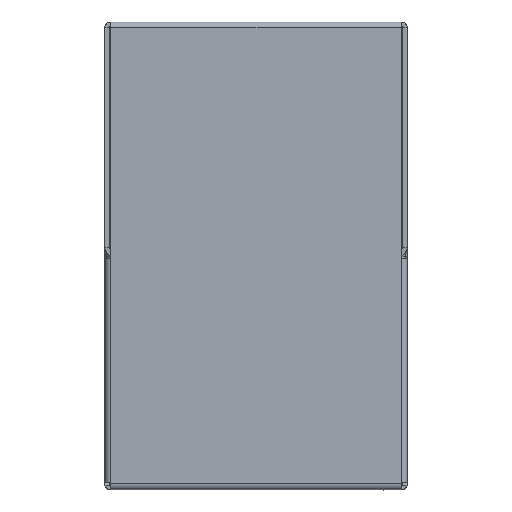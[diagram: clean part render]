
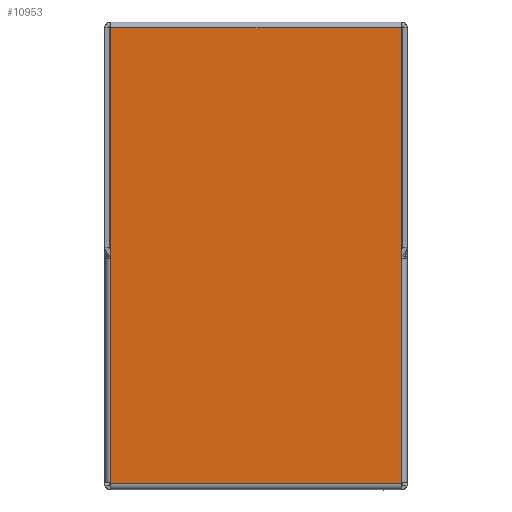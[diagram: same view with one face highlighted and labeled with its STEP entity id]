
A CAD part, top view. The second image highlights one B-rep face of the part: STEP entity #10953.
In plain terms, the highlighted planar face has unit normal (0, 0, 1).
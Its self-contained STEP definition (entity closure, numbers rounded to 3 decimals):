
#20 = CARTESIAN_POINT ( 'NONE',  ( 4.232, -8.791, 14.498 ) ) ;
#185 = CARTESIAN_POINT ( 'NONE',  ( 4.232, 7.197, 14.498 ) ) ;
#392 = EDGE_CURVE ( 'NONE', #16097, #13401, #1471, .T. ) ;
#633 = ORIENTED_EDGE ( 'NONE', *, *, #17330, .F. ) ;
#667 = EDGE_CURVE ( 'NONE', #16097, #19412, #21026, .T. ) ;
#1025 = CARTESIAN_POINT ( 'NONE',  ( -22.72, -8.861, 14.498 ) ) ;
#1125 = DIRECTION ( 'NONE',  ( 0., 1., 0. ) ) ;
#1269 = CARTESIAN_POINT ( 'NONE',  ( 4.212, 2.989, 14.498 ) ) ;
#1471 = LINE ( 'NONE', #13907, #16338 ) ;
#1490 = ORIENTED_EDGE ( 'NONE', *, *, #19212, .F. ) ;
#1689 = EDGE_LOOP ( 'NONE', ( #633, #3144, #16238, #2634, #7991, #9448, #1490, #17603, #17194, #10153 ) ) ;
#2366 = CARTESIAN_POINT ( 'NONE',  ( -11.048, 2.989, 14.498 ) ) ;
#2439 = DIRECTION ( 'NONE',  ( 0., 1., 0. ) ) ;
#2634 = ORIENTED_EDGE ( 'NONE', *, *, #20010, .F. ) ;
#2650 = CARTESIAN_POINT ( 'NONE',  ( -11.048, -8.861, 14.498 ) ) ;
#2836 = LINE ( 'NONE', #2650, #13801 ) ;
#3144 = ORIENTED_EDGE ( 'NONE', *, *, #19882, .T. ) ;
#3699 = EDGE_CURVE ( 'NONE', #6305, #14761, #14439, .T. ) ;
#4456 = VECTOR ( 'NONE', #7682, 1000. ) ;
#4614 = VERTEX_POINT ( 'NONE', #9952 ) ;
#5726 = DIRECTION ( 'NONE',  ( 0., -1., 0. ) ) ;
#6305 = VERTEX_POINT ( 'NONE', #2366 ) ;
#6608 = DIRECTION ( 'NONE',  ( 0., 1., 0. ) ) ;
#6684 = CARTESIAN_POINT ( 'NONE',  ( 4.212, 2.989, 14.498 ) ) ;
#6894 = DIRECTION ( 'NONE',  ( 1., 0., 0. ) ) ;
#7186 = LINE ( 'NONE', #6684, #8707 ) ;
#7337 = LINE ( 'NONE', #10412, #19764 ) ;
#7355 = VECTOR ( 'NONE', #19298, 1000. ) ;
#7682 = DIRECTION ( 'NONE',  ( 1., 0., 0. ) ) ;
#7716 = DIRECTION ( 'NONE',  ( 0., 1., 0. ) ) ;
#7991 = ORIENTED_EDGE ( 'NONE', *, *, #3699, .F. ) ;
#7998 = CARTESIAN_POINT ( 'NONE',  ( -11.048, 2.989, 14.498 ) ) ;
#8252 = CARTESIAN_POINT ( 'NONE',  ( -11.048, -8.791, 14.498 ) ) ;
#8469 = LINE ( 'NONE', #1025, #4456 ) ;
#8707 = VECTOR ( 'NONE', #6894, 1000. ) ;
#8789 = CARTESIAN_POINT ( 'NONE',  ( -11.028, 2.989, 14.498 ) ) ;
#8873 = DIRECTION ( 'NONE',  ( 0., 1., 0. ) ) ;
#8984 = EDGE_CURVE ( 'NONE', #17045, #20969, #14088, .T. ) ;
#9438 = PLANE ( 'NONE',  #20270 ) ;
#9448 = ORIENTED_EDGE ( 'NONE', *, *, #12385, .T. ) ;
#9676 = VECTOR ( 'NONE', #6608, 1000. ) ;
#9846 = CARTESIAN_POINT ( 'NONE',  ( 4.212, -6.011, 14.498 ) ) ;
#9952 = CARTESIAN_POINT ( 'NONE',  ( -11.048, -8.861, 14.498 ) ) ;
#10153 = ORIENTED_EDGE ( 'NONE', *, *, #667, .T. ) ;
#10412 = CARTESIAN_POINT ( 'NONE',  ( -11.028, -6.011, 14.498 ) ) ;
#10953 = ADVANCED_FACE ( 'NONE', ( #11592 ), #9438, .T. ) ;
#11049 = DIRECTION ( 'NONE',  ( 0., -1., 0. ) ) ;
#11592 = FACE_OUTER_BOUND ( 'NONE', #1689, .T. ) ;
#11640 = EDGE_CURVE ( 'NONE', #4614, #13401, #8469, .T. ) ;
#11827 = VECTOR ( 'NONE', #17845, 1000. ) ;
#11921 = VERTEX_POINT ( 'NONE', #1269 ) ;
#11974 = VERTEX_POINT ( 'NONE', #8252 ) ;
#12385 = EDGE_CURVE ( 'NONE', #6305, #11974, #16123, .T. ) ;
#12906 = CARTESIAN_POINT ( 'NONE',  ( 4.232, 2.989, 14.498 ) ) ;
#13401 = VERTEX_POINT ( 'NONE', #16280 ) ;
#13801 = VECTOR ( 'NONE', #2439, 1000. ) ;
#13907 = CARTESIAN_POINT ( 'NONE',  ( 4.232, -8.861, 14.498 ) ) ;
#14088 = LINE ( 'NONE', #16128, #7355 ) ;
#14439 = LINE ( 'NONE', #7998, #11827 ) ;
#14761 = VERTEX_POINT ( 'NONE', #8789 ) ;
#15270 = CARTESIAN_POINT ( 'NONE',  ( 4.212, 15.089, 14.498 ) ) ;
#15597 = CARTESIAN_POINT ( 'NONE',  ( -11.048, -5.711, 14.498 ) ) ;
#16097 = VERTEX_POINT ( 'NONE', #20 ) ;
#16123 = LINE ( 'NONE', #15597, #18465 ) ;
#16128 = CARTESIAN_POINT ( 'NONE',  ( 4.212, 15.089, 14.498 ) ) ;
#16238 = ORIENTED_EDGE ( 'NONE', *, *, #8984, .F. ) ;
#16280 = CARTESIAN_POINT ( 'NONE',  ( 4.232, -8.861, 14.498 ) ) ;
#16338 = VECTOR ( 'NONE', #5726, 1000. ) ;
#17045 = VERTEX_POINT ( 'NONE', #17944 ) ;
#17194 = ORIENTED_EDGE ( 'NONE', *, *, #392, .F. ) ;
#17330 = EDGE_CURVE ( 'NONE', #11921, #19412, #7186, .T. ) ;
#17603 = ORIENTED_EDGE ( 'NONE', *, *, #11640, .T. ) ;
#17845 = DIRECTION ( 'NONE',  ( 1., 0., 0. ) ) ;
#17944 = CARTESIAN_POINT ( 'NONE',  ( -11.028, 15.089, 14.498 ) ) ;
#18465 = VECTOR ( 'NONE', #11049, 1000. ) ;
#18942 = VECTOR ( 'NONE', #8873, 1000. ) ;
#19212 = EDGE_CURVE ( 'NONE', #4614, #11974, #2836, .T. ) ;
#19298 = DIRECTION ( 'NONE',  ( 1., 0., 0. ) ) ;
#19412 = VERTEX_POINT ( 'NONE', #12906 ) ;
#19427 = CARTESIAN_POINT ( 'NONE',  ( 4.212, -6.011, 14.498 ) ) ;
#19764 = VECTOR ( 'NONE', #7716, 1000. ) ;
#19882 = EDGE_CURVE ( 'NONE', #11921, #20969, #19900, .T. ) ;
#19900 = LINE ( 'NONE', #9846, #9676 ) ;
#20010 = EDGE_CURVE ( 'NONE', #14761, #17045, #7337, .T. ) ;
#20270 = AXIS2_PLACEMENT_3D ( 'NONE', #19427, #20810, #1125 ) ;
#20810 = DIRECTION ( 'NONE',  ( 0., 0., 1. ) ) ;
#20969 = VERTEX_POINT ( 'NONE', #15270 ) ;
#21026 = LINE ( 'NONE', #185, #18942 ) ;
